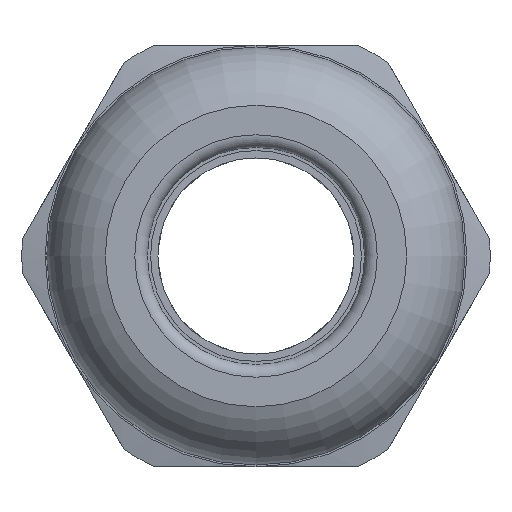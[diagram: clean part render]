
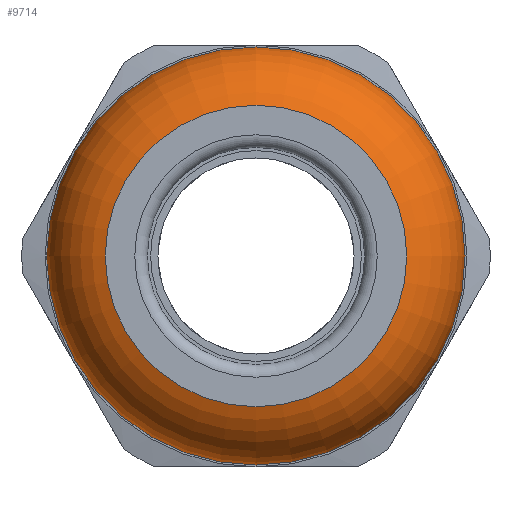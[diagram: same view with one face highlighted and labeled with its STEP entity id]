
A CAD part, left-side view. The second image highlights one B-rep face of the part: STEP entity #9714.
In plain terms, the highlighted toroidal (fillet/blend) face has major radius 5.93 mm and minor radius 4 mm.
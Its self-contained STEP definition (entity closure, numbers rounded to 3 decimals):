
#33=TOROIDAL_SURFACE('',#10765,5.93,4.);
#225=FACE_BOUND('',#1786,.T.);
#1184=FACE_OUTER_BOUND('',#1785,.T.);
#1785=EDGE_LOOP('',(#8972));
#1786=EDGE_LOOP('',(#8973));
#3934=CIRCLE('',#10720,7.148);
#3957=CIRCLE('',#10766,9.9);
#4864=VERTEX_POINT('',#17194);
#4901=VERTEX_POINT('',#17361);
#6234=EDGE_CURVE('',#4864,#4864,#3934,.T.);
#6293=EDGE_CURVE('',#4901,#4901,#3957,.T.);
#8972=ORIENTED_EDGE('',*,*,#6293,.F.);
#8973=ORIENTED_EDGE('',*,*,#6234,.T.);
#9714=ADVANCED_FACE('',(#1184,#225),#33,.T.);
#10720=AXIS2_PLACEMENT_3D('',#17195,#13505,#13506);
#10765=AXIS2_PLACEMENT_3D('',#17360,#13607,#13608);
#10766=AXIS2_PLACEMENT_3D('',#17362,#13609,#13610);
#13505=DIRECTION('center_axis',(1.,0.,0.));
#13506=DIRECTION('ref_axis',(0.,0.,-1.));
#13607=DIRECTION('center_axis',(1.,0.,0.));
#13608=DIRECTION('ref_axis',(0.,0.,-1.));
#13609=DIRECTION('center_axis',(1.,0.,0.));
#13610=DIRECTION('ref_axis',(0.,0.,-1.));
#17194=CARTESIAN_POINT('',(0.,7.148,0.));
#17195=CARTESIAN_POINT('Origin',(0.,0.,0.));
#17360=CARTESIAN_POINT('Origin',(3.81,0.,0.));
#17361=CARTESIAN_POINT('',(4.299,9.9,0.));
#17362=CARTESIAN_POINT('Origin',(4.299,0.,0.));
